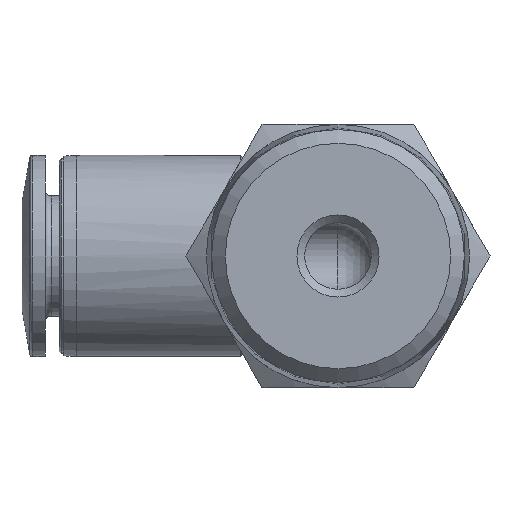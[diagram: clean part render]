
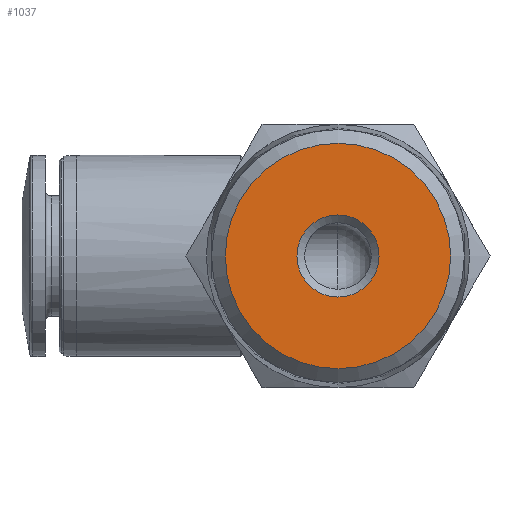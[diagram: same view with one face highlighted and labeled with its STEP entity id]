
A CAD part, front view. The second image highlights one B-rep face of the part: STEP entity #1037.
In plain terms, the highlighted planar face has unit normal (0, -1, 0).
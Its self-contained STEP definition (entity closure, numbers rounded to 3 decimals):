
#30=PLANE('',#1112);
#108=CIRCLE('',#1113,2.65);
#109=CIRCLE('',#1114,7.275);
#222=ORIENTED_EDGE('',*,*,#374,.F.);
#223=ORIENTED_EDGE('',*,*,#375,.T.);
#374=EDGE_CURVE('',#449,#449,#108,.F.);
#375=EDGE_CURVE('',#450,#450,#109,.T.);
#449=VERTEX_POINT('',#1601);
#450=VERTEX_POINT('',#1603);
#521=EDGE_LOOP('',(#222));
#522=EDGE_LOOP('',(#223));
#596=FACE_BOUND('',#521,.T.);
#597=FACE_BOUND('',#522,.T.);
#1037=ADVANCED_FACE('',(#596,#597),#30,.F.);
#1112=AXIS2_PLACEMENT_3D('',#1599,#1260,#1261);
#1113=AXIS2_PLACEMENT_3D('',#1600,#1262,#1263);
#1114=AXIS2_PLACEMENT_3D('',#1602,#1264,#1265);
#1260=DIRECTION('',(0.,1.,0.));
#1261=DIRECTION('',(0.,0.,1.));
#1262=DIRECTION('',(0.,1.,0.));
#1263=DIRECTION('',(0.,0.,1.));
#1264=DIRECTION('',(0.,-1.,0.));
#1265=DIRECTION('',(0.,0.,-1.));
#1599=CARTESIAN_POINT('',(7.275,-11.,0.));
#1600=CARTESIAN_POINT('',(0.,-11.,0.));
#1601=CARTESIAN_POINT('',(0.,-11.,2.65));
#1602=CARTESIAN_POINT('',(0.,-11.,0.));
#1603=CARTESIAN_POINT('',(0.,-11.,-7.275));
